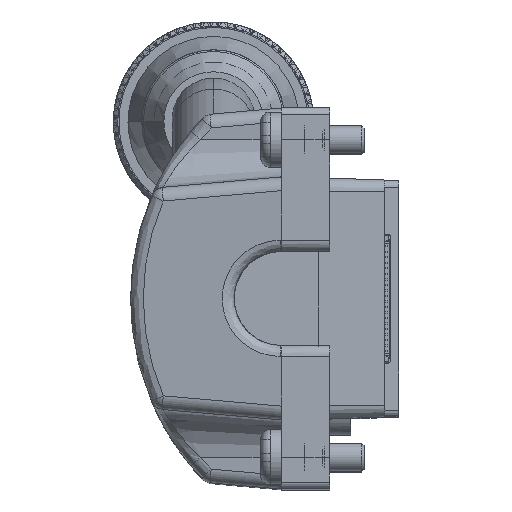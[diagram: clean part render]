
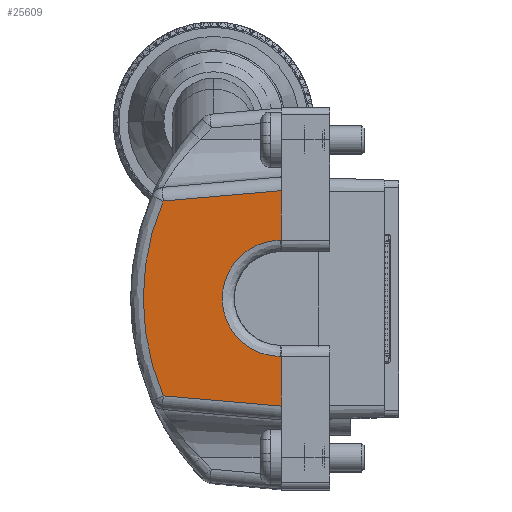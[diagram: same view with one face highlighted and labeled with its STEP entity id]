
A CAD part, top view. The second image highlights one B-rep face of the part: STEP entity #25609.
In plain terms, the highlighted face is planar.
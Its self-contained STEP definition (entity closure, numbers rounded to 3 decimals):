
#3726=CARTESIAN_POINT('',(4.2,2.17,0.006));
#3727=CARTESIAN_POINT('',(4.2,2.284,0.016));
#3728=CARTESIAN_POINT('',(4.191,2.513,0.036));
#3729=CARTESIAN_POINT('',(4.148,2.857,0.066));
#3730=CARTESIAN_POINT('',(4.077,3.198,0.096));
#3731=CARTESIAN_POINT('',(3.978,3.532,0.125));
#3732=CARTESIAN_POINT('',(3.851,3.857,0.154));
#3733=CARTESIAN_POINT('',(3.699,4.17,0.181));
#3734=CARTESIAN_POINT('',(3.521,4.469,0.207));
#3735=CARTESIAN_POINT('',(3.318,4.752,0.232));
#3736=CARTESIAN_POINT('',(3.093,5.018,0.255));
#3737=CARTESIAN_POINT('',(2.847,5.264,0.277));
#3738=CARTESIAN_POINT('',(2.582,5.489,0.296));
#3739=CARTESIAN_POINT('',(2.299,5.691,0.314));
#3740=CARTESIAN_POINT('',(2.,5.868,0.33));
#3741=CARTESIAN_POINT('',(1.688,6.021,0.343));
#3742=CARTESIAN_POINT('',(1.364,6.147,0.354));
#3743=CARTESIAN_POINT('',(1.031,6.246,0.363));
#3744=CARTESIAN_POINT('',(0.691,6.317,
0.369));
#3745=CARTESIAN_POINT('',(0.347,6.36,
0.373));
#3746=CARTESIAN_POINT('',(0.,6.375,
0.374));
#3747=CARTESIAN_POINT('',(-0.347,6.36,
0.373));
#3748=CARTESIAN_POINT('',(-0.691,6.317,
0.369));
#3749=CARTESIAN_POINT('',(-1.031,6.246,
0.363));
#3750=CARTESIAN_POINT('',(-1.364,6.147,
0.354));
#3751=CARTESIAN_POINT('',(-1.688,6.021,
0.343));
#3752=CARTESIAN_POINT('',(-2.,5.868,
0.33));
#3753=CARTESIAN_POINT('',(-2.299,5.691,
0.314));
#3754=CARTESIAN_POINT('',(-2.582,5.489,
0.296));
#3755=CARTESIAN_POINT('',(-2.847,5.264,
0.277));
#3756=CARTESIAN_POINT('',(-3.093,5.018,
0.255));
#3757=CARTESIAN_POINT('',(-3.318,4.752,
0.232));
#3758=CARTESIAN_POINT('',(-3.521,4.469,
0.207));
#3759=CARTESIAN_POINT('',(-3.699,4.17,
0.181));
#3760=CARTESIAN_POINT('',(-3.851,3.857,
0.154));
#3761=CARTESIAN_POINT('',(-3.978,3.532,
0.125));
#3762=CARTESIAN_POINT('',(-4.077,3.198,
0.096));
#3763=CARTESIAN_POINT('',(-4.148,2.857,
0.066));
#3764=CARTESIAN_POINT('',(-4.191,2.513,
0.036));
#3765=CARTESIAN_POINT('',(-4.2,2.284,
0.016));
#3766=CARTESIAN_POINT('',(-4.2,2.17,0.006));
#3768=DIRECTION('',(0.,0.996,0.087));
#3769=VECTOR('',#3768,0.07);
#3770=CARTESIAN_POINT('',(4.2,2.1,0.));
#3771=LINE('',#3770,#3769);
#3772=DIRECTION('',(-1.,0.,0.));
#3773=VECTOR('',#3772,3.604);
#3774=CARTESIAN_POINT('',(7.804,2.1,0.));
#3775=LINE('',#3774,#3773);
#3776=DIRECTION('',(0.087,-0.992,-0.087));
#3777=VECTOR('',#3776,8.612);
#3778=CARTESIAN_POINT('',(7.056,10.646,0.748));
#3779=LINE('',#3778,#3777);
#3780=CARTESIAN_POINT('',(-7.056,10.646,
0.748));
#3781=CARTESIAN_POINT('',(-6.738,10.782,
0.76));
#3782=CARTESIAN_POINT('',(-6.096,11.034,
0.782));
#3783=CARTESIAN_POINT('',(-5.11,11.357,
0.81));
#3784=CARTESIAN_POINT('',(-4.109,11.622,
0.833));
#3785=CARTESIAN_POINT('',(-3.093,11.829,
0.851));
#3786=CARTESIAN_POINT('',(-2.068,11.978,
0.864));
#3787=CARTESIAN_POINT('',(-1.035,12.067,
0.872));
#3788=CARTESIAN_POINT('',(0.,12.097,
0.875));
#3789=CARTESIAN_POINT('',(1.036,12.067,0.872));
#3790=CARTESIAN_POINT('',(2.069,11.978,0.864));
#3791=CARTESIAN_POINT('',(3.094,11.829,0.851));
#3792=CARTESIAN_POINT('',(4.109,11.622,0.833));
#3793=CARTESIAN_POINT('',(5.111,11.357,0.81));
#3794=CARTESIAN_POINT('',(6.097,11.034,0.782));
#3795=CARTESIAN_POINT('',(6.739,10.782,0.76));
#3796=CARTESIAN_POINT('',(7.056,10.646,0.748));
#3798=DIRECTION('',(0.087,0.992,0.087));
#3799=VECTOR('',#3798,8.612);
#3800=CARTESIAN_POINT('',(-7.804,2.1,0.));
#3801=LINE('',#3800,#3799);
#3802=DIRECTION('',(-1.,0.,0.));
#3803=VECTOR('',#3802,3.604);
#3804=CARTESIAN_POINT('',(-4.2,2.1,0.));
#3805=LINE('',#3804,#3803);
#3806=DIRECTION('',(0.,-0.996,-0.087));
#3807=VECTOR('',#3806,0.07);
#3808=CARTESIAN_POINT('',(-4.2,2.17,0.006));
#3809=LINE('',#3808,#3807);
#21285=CARTESIAN_POINT('',(7.056,10.646,
0.748));
#21286=CARTESIAN_POINT('',(7.804,2.1,0.));
#21287=VERTEX_POINT('',#21285);
#21288=VERTEX_POINT('',#21286);
#21337=VERTEX_POINT('',#3780);
#21338=CARTESIAN_POINT('',(-7.804,2.1,0.));
#21339=VERTEX_POINT('',#21338);
#21357=CARTESIAN_POINT('',(4.2,2.1,0.));
#21358=VERTEX_POINT('',#21357);
#21361=VERTEX_POINT('',#3726);
#21362=VERTEX_POINT('',#3766);
#21371=CARTESIAN_POINT('',(-4.2,2.1,0.));
#21372=VERTEX_POINT('',#21371);
#25590=CARTESIAN_POINT('',(13.3,2.1,0.));
#25591=DIRECTION('',(0.,0.087,-0.996));
#25592=DIRECTION('',(-1.,0.,0.));
#25593=AXIS2_PLACEMENT_3D('',#25590,#25591,#25592);
#25594=PLANE('',#25593);
#25596=ORIENTED_EDGE('',*,*,#25595,.F.);
#25598=ORIENTED_EDGE('',*,*,#25597,.F.);
#25599=ORIENTED_EDGE('',*,*,#23791,.F.);
#25600=ORIENTED_EDGE('',*,*,#25446,.F.);
#25601=ORIENTED_EDGE('',*,*,#25529,.F.);
#25602=ORIENTED_EDGE('',*,*,#25581,.F.);
#25604=ORIENTED_EDGE('',*,*,#25603,.F.);
#25606=ORIENTED_EDGE('',*,*,#25605,.F.);
#25607=EDGE_LOOP('',(#25596,#25598,#25599,#25600,#25601,#25602,#25604,#25606));
#25608=FACE_OUTER_BOUND('',#25607,.F.);
#25609=ADVANCED_FACE('',(#25608),#25594,.T.);
#3767=B_SPLINE_CURVE_WITH_KNOTS('',3,(#3726,#3727,#3728,#3729,#3730,#3731,#3732,
#3733,#3734,#3735,#3736,#3737,#3738,#3739,#3740,#3741,#3742,#3743,#3744,#3745,
#3746,#3747,#3748,#3749,#3750,#3751,#3752,#3753,#3754,#3755,#3756,#3757,#3758,
#3759,#3760,#3761,#3762,#3763,#3764,#3765,#3766),.UNSPECIFIED.,.F.,.F.,(4,1,1,1,
1,1,1,1,1,1,1,1,1,1,1,1,1,1,1,1,1,1,1,1,1,1,1,1,1,1,1,1,1,1,1,1,1,1,4),(0.,
0.026,0.053,0.079,0.105,
0.132,0.158,0.184,0.211,
0.237,0.263,0.289,0.316,
0.342,0.368,0.395,0.421,
0.447,0.474,0.5,0.526,0.553,
0.579,0.605,0.632,0.658,
0.684,0.711,0.737,0.763,
0.789,0.816,0.842,0.868,
0.895,0.921,0.947,0.974,1.),
.UNSPECIFIED.);
#3797=B_SPLINE_CURVE_WITH_KNOTS('',3,(#3780,#3781,#3782,#3783,#3784,#3785,#3786,
#3787,#3788,#3789,#3790,#3791,#3792,#3793,#3794,#3795,#3796),.UNSPECIFIED.,.F.,
.F.,(4,1,1,1,1,1,1,1,1,1,1,1,1,1,4),(0.,0.071,0.143,
0.214,0.286,0.357,0.429,0.5,
0.571,0.643,0.714,0.786,
0.857,0.929,1.),.UNSPECIFIED.);
#23791=EDGE_CURVE('',#21288,#21358,#3775,.T.);
#25446=EDGE_CURVE('',#21287,#21288,#3779,.T.);
#25529=EDGE_CURVE('',#21337,#21287,#3797,.T.);
#25581=EDGE_CURVE('',#21339,#21337,#3801,.T.);
#25595=EDGE_CURVE('',#21361,#21362,#3767,.T.);
#25597=EDGE_CURVE('',#21358,#21361,#3771,.T.);
#25603=EDGE_CURVE('',#21372,#21339,#3805,.T.);
#25605=EDGE_CURVE('',#21362,#21372,#3809,.T.);
